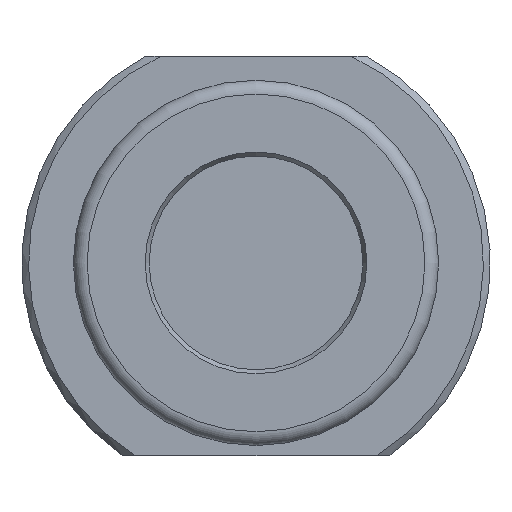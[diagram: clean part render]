
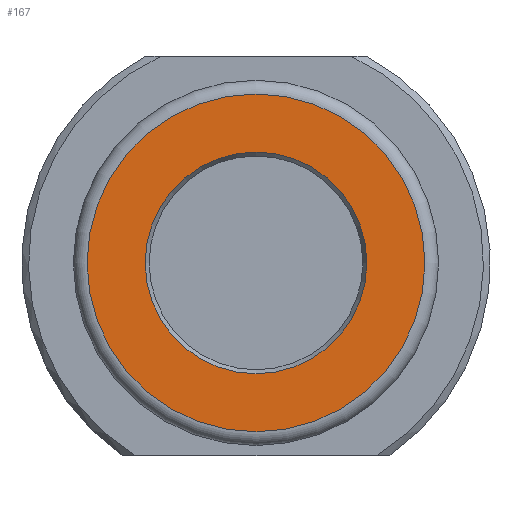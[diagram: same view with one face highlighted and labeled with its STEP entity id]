
A CAD part, left-side view. The second image highlights one B-rep face of the part: STEP entity #167.
In plain terms, the highlighted planar face has unit normal (-1, 0, 0).
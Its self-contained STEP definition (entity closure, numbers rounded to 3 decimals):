
#167 = ADVANCED_FACE( '', ( #420, #421 ), #422, .F. );
#420 = FACE_BOUND( '', #775, .T. );
#421 = FACE_OUTER_BOUND( '', #776, .T. );
#422 = PLANE( '', #777 );
#775 = EDGE_LOOP( '', ( #1203 ) );
#776 = EDGE_LOOP( '', ( #1204 ) );
#777 = AXIS2_PLACEMENT_3D( '', #1205, #1206, #1207 );
#1203 = ORIENTED_EDGE( '', *, *, #1987, .T. );
#1204 = ORIENTED_EDGE( '', *, *, #2044, .T. );
#1205 = CARTESIAN_POINT( '', ( -106.5, 15.5, 0. ) );
#1206 = DIRECTION( '', ( 1., 0., 0. ) );
#1207 = DIRECTION( '', ( 0., 0., -1. ) );
#1987 = EDGE_CURVE( '', #2353, #2353, #2354, .T. );
#2044 = EDGE_CURVE( '', #2451, #2451, #2452, .T. );
#2353 = VERTEX_POINT( '', #2894 );
#2354 = CIRCLE( '', #2895, 16.077 );
#2451 = VERTEX_POINT( '', #3081 );
#2452 = CIRCLE( '', #3082, 24.5 );
#2894 = CARTESIAN_POINT( '', ( -106.5, 0., -16.077 ) );
#2895 = AXIS2_PLACEMENT_3D( '', #3819, #3820, #3821 );
#3081 = CARTESIAN_POINT( '', ( -106.5, 0., 24.5 ) );
#3082 = AXIS2_PLACEMENT_3D( '', #3897, #3898, #3899 );
#3819 = CARTESIAN_POINT( '', ( -106.5, 0., 0. ) );
#3820 = DIRECTION( '', ( 1., 0., 0. ) );
#3821 = DIRECTION( '', ( 0., 0., -1. ) );
#3897 = CARTESIAN_POINT( '', ( -106.5, 0., 0. ) );
#3898 = DIRECTION( '', ( -1., 0., 0. ) );
#3899 = DIRECTION( '', ( 0., 0., 1. ) );
